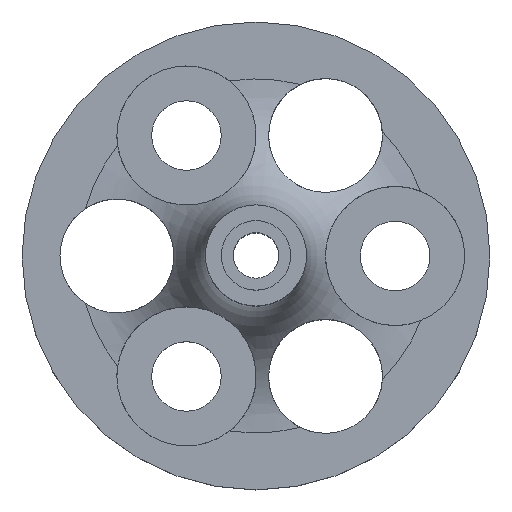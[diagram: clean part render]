
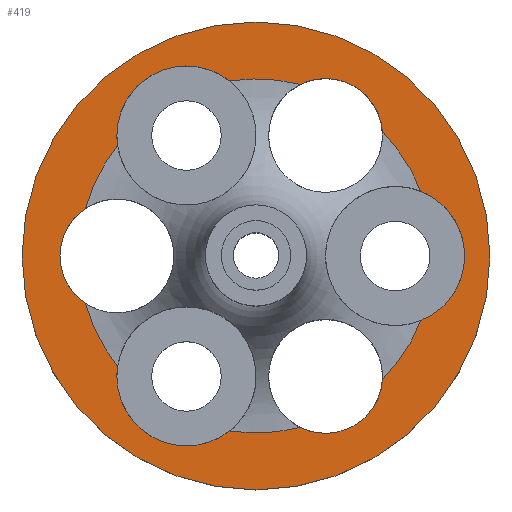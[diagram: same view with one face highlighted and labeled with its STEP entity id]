
A CAD part, top view. The second image highlights one B-rep face of the part: STEP entity #419.
In plain terms, the highlighted planar face has unit normal (0, 0, 1).
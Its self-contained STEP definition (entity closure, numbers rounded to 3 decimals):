
#18=FACE_BOUND('',#111,.T.);
#31=PLANE('',#479);
#86=FACE_OUTER_BOUND('',#110,.T.);
#110=EDGE_LOOP('',(#340));
#111=EDGE_LOOP('',(#341,#342,#343,#344,#345,#346,#347,#348,#349,#350,#351,
#352,#353,#354,#355));
#145=CIRCLE('',#449,14.);
#146=CIRCLE('',#450,14.);
#147=CIRCLE('',#451,14.);
#148=CIRCLE('',#452,14.);
#149=CIRCLE('',#453,14.);
#150=CIRCLE('',#454,14.);
#159=CIRCLE('',#469,5.5);
#160=CIRCLE('',#470,5.5);
#162=CIRCLE('',#473,5.5);
#163=CIRCLE('',#474,5.5);
#166=CIRCLE('',#478,5.5);
#167=CIRCLE('',#480,18.5);
#168=CIRCLE('',#481,4.5);
#169=CIRCLE('',#482,4.5);
#170=CIRCLE('',#483,4.5);
#171=CIRCLE('',#484,4.5);
#185=VERTEX_POINT('',#652);
#186=VERTEX_POINT('',#671);
#188=VERTEX_POINT('',#700);
#189=VERTEX_POINT('',#711);
#190=VERTEX_POINT('',#713);
#191=VERTEX_POINT('',#746);
#192=VERTEX_POINT('',#748);
#193=VERTEX_POINT('',#781);
#194=VERTEX_POINT('',#783);
#195=VERTEX_POINT('',#816);
#197=VERTEX_POINT('',#829);
#198=VERTEX_POINT('',#856);
#206=VERTEX_POINT('',#900);
#208=VERTEX_POINT('',#907);
#211=VERTEX_POINT('',#919);
#212=VERTEX_POINT('',#922);
#226=EDGE_CURVE('',#185,#186,#145,.T.);
#229=EDGE_CURVE('',#188,#189,#146,.T.);
#231=EDGE_CURVE('',#190,#191,#147,.T.);
#233=EDGE_CURVE('',#192,#193,#148,.T.);
#235=EDGE_CURVE('',#194,#195,#149,.T.);
#238=EDGE_CURVE('',#197,#198,#150,.T.);
#251=EDGE_CURVE('',#194,#206,#159,.T.);
#252=EDGE_CURVE('',#206,#193,#160,.T.);
#255=EDGE_CURVE('',#190,#208,#162,.T.);
#256=EDGE_CURVE('',#208,#189,#163,.T.);
#261=EDGE_CURVE('',#185,#198,#166,.T.);
#262=EDGE_CURVE('',#211,#211,#167,.T.);
#263=EDGE_CURVE('',#197,#195,#168,.T.);
#264=EDGE_CURVE('',#192,#212,#169,.T.);
#265=EDGE_CURVE('',#212,#191,#170,.T.);
#266=EDGE_CURVE('',#188,#186,#171,.T.);
#340=ORIENTED_EDGE('',*,*,#262,.T.);
#341=ORIENTED_EDGE('',*,*,#226,.F.);
#342=ORIENTED_EDGE('',*,*,#261,.T.);
#343=ORIENTED_EDGE('',*,*,#238,.F.);
#344=ORIENTED_EDGE('',*,*,#263,.T.);
#345=ORIENTED_EDGE('',*,*,#235,.F.);
#346=ORIENTED_EDGE('',*,*,#251,.T.);
#347=ORIENTED_EDGE('',*,*,#252,.T.);
#348=ORIENTED_EDGE('',*,*,#233,.F.);
#349=ORIENTED_EDGE('',*,*,#264,.T.);
#350=ORIENTED_EDGE('',*,*,#265,.T.);
#351=ORIENTED_EDGE('',*,*,#231,.F.);
#352=ORIENTED_EDGE('',*,*,#255,.T.);
#353=ORIENTED_EDGE('',*,*,#256,.T.);
#354=ORIENTED_EDGE('',*,*,#229,.F.);
#355=ORIENTED_EDGE('',*,*,#266,.T.);
#419=ADVANCED_FACE('',(#86,#18),#31,.T.);
#449=AXIS2_PLACEMENT_3D('',#672,#515,#516);
#450=AXIS2_PLACEMENT_3D('',#712,#517,#518);
#451=AXIS2_PLACEMENT_3D('',#747,#519,#520);
#452=AXIS2_PLACEMENT_3D('',#782,#521,#522);
#453=AXIS2_PLACEMENT_3D('',#817,#523,#524);
#454=AXIS2_PLACEMENT_3D('',#857,#525,#526);
#469=AXIS2_PLACEMENT_3D('',#901,#558,#559);
#470=AXIS2_PLACEMENT_3D('',#902,#560,#561);
#473=AXIS2_PLACEMENT_3D('',#908,#567,#568);
#474=AXIS2_PLACEMENT_3D('',#909,#569,#570);
#478=AXIS2_PLACEMENT_3D('',#917,#579,#580);
#479=AXIS2_PLACEMENT_3D('',#918,#581,#582);
#480=AXIS2_PLACEMENT_3D('',#920,#583,#584);
#481=AXIS2_PLACEMENT_3D('',#921,#585,#586);
#482=AXIS2_PLACEMENT_3D('',#923,#587,#588);
#483=AXIS2_PLACEMENT_3D('',#924,#589,#590);
#484=AXIS2_PLACEMENT_3D('',#925,#591,#592);
#515=DIRECTION('center_axis',(0.,0.,1.));
#516=DIRECTION('ref_axis',(1.,0.,0.));
#517=DIRECTION('center_axis',(0.,0.,1.));
#518=DIRECTION('ref_axis',(1.,0.,0.));
#519=DIRECTION('center_axis',(0.,0.,1.));
#520=DIRECTION('ref_axis',(1.,0.,0.));
#521=DIRECTION('center_axis',(0.,0.,1.));
#522=DIRECTION('ref_axis',(1.,0.,0.));
#523=DIRECTION('center_axis',(0.,0.,1.));
#524=DIRECTION('ref_axis',(1.,0.,0.));
#525=DIRECTION('center_axis',(0.,0.,1.));
#526=DIRECTION('ref_axis',(1.,0.,0.));
#558=DIRECTION('center_axis',(0.,0.,-1.));
#559=DIRECTION('ref_axis',(1.,0.,0.));
#560=DIRECTION('center_axis',(0.,0.,-1.));
#561=DIRECTION('ref_axis',(1.,0.,0.));
#567=DIRECTION('center_axis',(0.,0.,-1.));
#568=DIRECTION('ref_axis',(1.,0.,0.));
#569=DIRECTION('center_axis',(0.,0.,-1.));
#570=DIRECTION('ref_axis',(1.,0.,0.));
#579=DIRECTION('center_axis',(0.,0.,-1.));
#580=DIRECTION('ref_axis',(1.,0.,0.));
#581=DIRECTION('center_axis',(0.,0.,1.));
#582=DIRECTION('ref_axis',(1.,0.,0.));
#583=DIRECTION('center_axis',(0.,0.,1.));
#584=DIRECTION('ref_axis',(1.,0.,0.));
#585=DIRECTION('center_axis',(0.,0.,-1.));
#586=DIRECTION('ref_axis',(1.,0.,0.));
#587=DIRECTION('center_axis',(0.,0.,-1.));
#588=DIRECTION('ref_axis',(1.,0.,0.));
#589=DIRECTION('center_axis',(0.,0.,-1.));
#590=DIRECTION('ref_axis',(1.,0.,0.));
#591=DIRECTION('center_axis',(0.,0.,-1.));
#592=DIRECTION('ref_axis',(1.,0.,0.));
#652=CARTESIAN_POINT('',(13.034,5.11,5.));
#671=CARTESIAN_POINT('',(9.991,9.807,5.));
#672=CARTESIAN_POINT('Origin',(0.,0.,5.));
#700=CARTESIAN_POINT('',(3.497,13.556,5.));
#711=CARTESIAN_POINT('',(-2.092,13.843,5.));
#712=CARTESIAN_POINT('Origin',(0.,0.,5.));
#713=CARTESIAN_POINT('',(-10.942,8.733,5.));
#746=CARTESIAN_POINT('',(-13.489,3.749,5.));
#747=CARTESIAN_POINT('Origin',(0.,0.,5.));
#748=CARTESIAN_POINT('',(-13.489,-3.749,5.));
#781=CARTESIAN_POINT('',(-10.942,-8.733,5.));
#782=CARTESIAN_POINT('Origin',(0.,0.,5.));
#783=CARTESIAN_POINT('',(-2.092,-13.843,5.));
#816=CARTESIAN_POINT('',(3.497,-13.556,5.));
#817=CARTESIAN_POINT('Origin',(0.,0.,5.));
#829=CARTESIAN_POINT('',(9.991,-9.807,5.));
#856=CARTESIAN_POINT('',(13.034,-5.11,5.));
#857=CARTESIAN_POINT('Origin',(0.,0.,5.));
#900=CARTESIAN_POINT('',(-11.,-9.526,5.));
#901=CARTESIAN_POINT('Origin',(-5.5,-9.526,5.));
#902=CARTESIAN_POINT('Origin',(-5.5,-9.526,5.));
#907=CARTESIAN_POINT('',(-11.,9.526,5.));
#908=CARTESIAN_POINT('Origin',(-5.5,9.526,5.));
#909=CARTESIAN_POINT('Origin',(-5.5,9.526,5.));
#917=CARTESIAN_POINT('Origin',(11.,0.,5.));
#918=CARTESIAN_POINT('Origin',(0.,0.,5.));
#919=CARTESIAN_POINT('',(-18.5,0.,5.));
#920=CARTESIAN_POINT('Origin',(0.,0.,5.));
#921=CARTESIAN_POINT('Origin',(5.5,-9.526,5.));
#922=CARTESIAN_POINT('',(-15.5,0.,5.));
#923=CARTESIAN_POINT('Origin',(-11.,0.,5.));
#924=CARTESIAN_POINT('Origin',(-11.,0.,5.));
#925=CARTESIAN_POINT('Origin',(5.5,9.526,5.));
